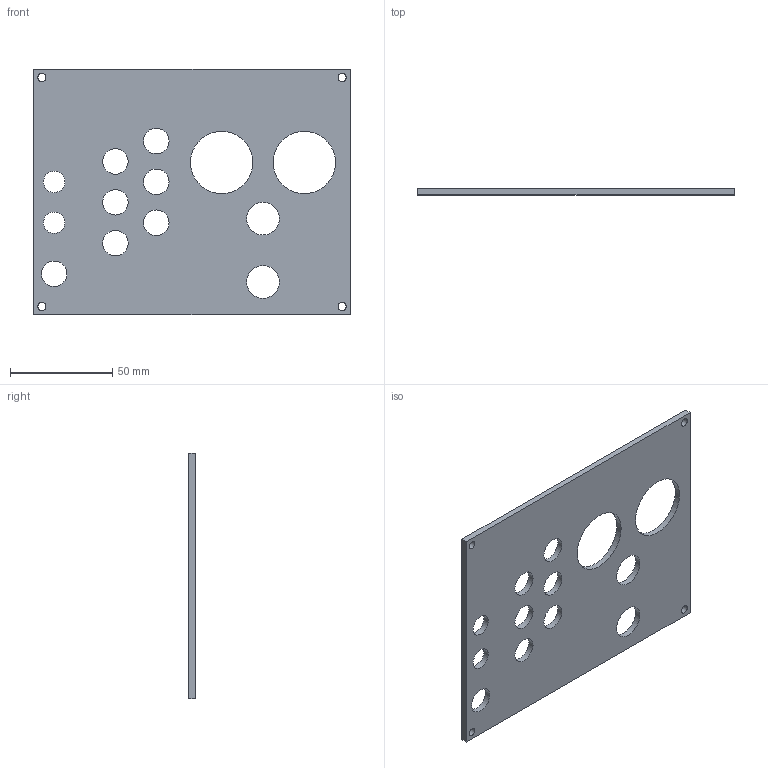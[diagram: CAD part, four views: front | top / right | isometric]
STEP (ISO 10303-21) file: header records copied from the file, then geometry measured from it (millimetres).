
FILE_DESCRIPTION(/* description */ (''),/* implementation_level */ '2;1');
FILE_NAME(/* name */ 'Cover.step',/* time_stamp */ '2019-01-23T22:04:14+03:00',/* author */ ('mkaganyigit'),/* organization */ (''),/* preprocessor_version */ 'ST-DEVELOPER v17.2',/* originating_system */ 'Autodesk Translation Framework v7.6.0.251',/* authorisation */ '');
FILE_SCHEMA (('AUTOMOTIVE_DESIGN { 1 0 10303 214 3 1 1 }'));
Length unit declared in the file: millimetre
Products named in the file (1): plaka
Bounding box: 155 x 3 x 120.1 mm (x, y, z)
Volume: 47009 mm3; surface area: 35039.8 mm2
Topology: 1 solids, 1 shells, 23 faces, 63 edges, 42 vertices
Faces by surface type: cylinder 17, plane 6
Full cylindrical faces by diameter (mm): 4 x4, 10.5 x2, 12.5 x7, 16 x2, 30.5 x2
Entity records: 852 total; most frequent: DIRECTION 145, CARTESIAN_POINT 129, ORIENTED_EDGE 126, EDGE_CURVE 63, AXIS2_PLACEMENT_3D 58, EDGE_LOOP 57, VERTEX_POINT 42, FACE_BOUND 34
